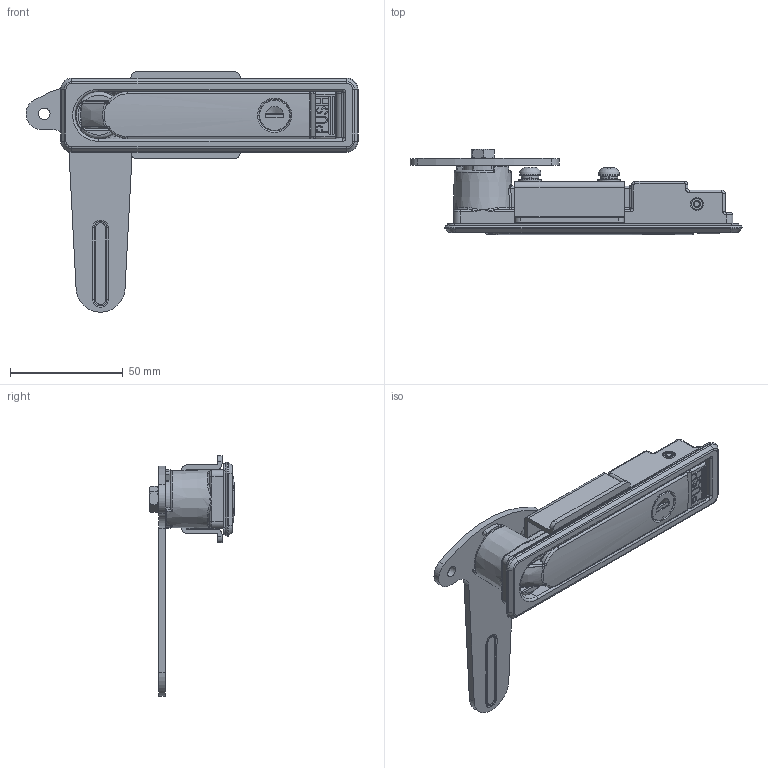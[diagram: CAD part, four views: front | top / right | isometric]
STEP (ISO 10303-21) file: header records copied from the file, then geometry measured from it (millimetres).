
FILE_DESCRIPTION(/* description */ (''),/* implementation_level */ '2;1');
FILE_NAME(/* name */ 'MGS-1371-1.stp',/* time_stamp */ '2023-08-16T14:17:46+09:00',/* author */ ('user'),/* organization */ (''),/* preprocessor_version */ 'ST-DEVELOPER v15.6',/* originating_system */ 'Autodesk Inventor 2015',/* authorisation */ '');
FILE_SCHEMA (('AUTOMOTIVE_DESIGN { 1 0 10303 214 3 1 1 }'));
Products named in the file (32): 1371-1_BODY; 1371-1_HANDLE; 1371-1_BUTTOM; 9321SXT; KAIPIAN_7_3_CHA_22_R3_1_1; SUOXINGAI_9_3_CHA_22_R3_2_1; SP1-2_4_CHA_22_R3_1_1; SP2-2_8_CHA_22_R3_1_1; CHAGOU; FMTH; CPTH; CGTH; 1371-1_KEY CORE; 1371-1_PACKING; 1371-1_BRACKET; 1371-1_ROCKING; 1371-1_HANDLE PIN; 1371-1_BUTTOM PIN; 1371-1_HANDLE SPRING; 1371-1_BUTTOM SPRING; 1371-1_CAM WASHER; PRT0001; ASM0001_ASM; 1371-1_M6; ____-____1; ____2; ____1; 1371-1_M5; 1371-1_GUMMIRING; 날개; 1371-1_HANDLE CAM; MGS-1371-1
Bounding box: 147.31 x 37.78 x 106.65 mm (x, y, z)
Volume: 64452.9 mm3; surface area: 55397.3 mm2
Topology: 31 solids, 32 shells, 1823 faces, 4491 edges, 2756 vertices
Faces by surface type: plane 703, cylinder 576, bspline 316, torus 116, cone 67, sphere 45
Full cylindrical faces by diameter (mm): 0.95 x5, 3 x2, 3.1 x2, 3.3 x4, 4 x5, 4.1 x2, 5 x4, 5.1 x2, 5.2 x2, 5.3 x2, 5.4 x1, 5.5 x2, 6 x2, 6.8 x2, 9.5 x2, 10 x3, 12.2 x2, 13.3 x1, 13.35 x1, 13.95 x1, 14 x1, 14.2 x1, 16.5 x1, 20.7 x2
Entity records: 103376 total; most frequent: CARTESIAN_POINT 62963, ORIENTED_EDGE 8436, DIRECTION 8033, EDGE_CURVE 4219, AXIS2_PLACEMENT_3D 2994, VERTEX_POINT 2627, LINE 2045, VECTOR 2045
